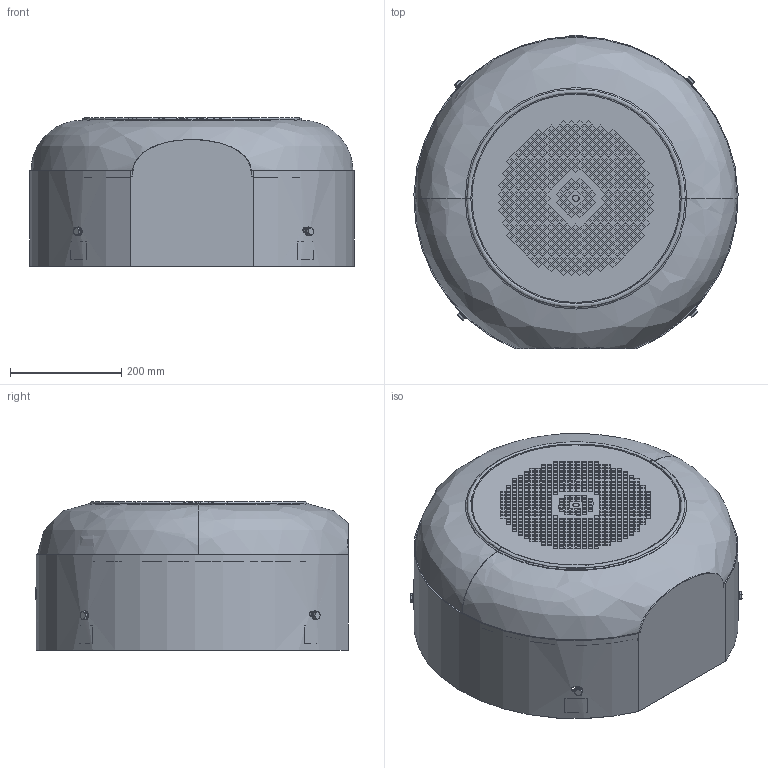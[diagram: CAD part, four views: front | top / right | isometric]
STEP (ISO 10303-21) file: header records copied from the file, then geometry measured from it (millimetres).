
FILE_DESCRIPTION (( 'STEP AP214' ), '1' );
FILE_NAME ('MTAP2-SHROUD-440.STEP', '2018-11-05T15:55:29', ( '' ), ( '' ), 'SwSTEP 2.0', 'SolidWorks 2017', '' );
FILE_SCHEMA (( 'AUTOMOTIVE_DESIGN' ));
Length unit declared in the file: inch
Products named in the file (1): MTAP2-SHROUD-440
Bounding box: 583.76 x 563.46 x 267 mm (x, y, z)
Volume: 1305572.7 mm3; surface area: 1396915.6 mm2
Topology: 14 solids, 14 shells, 2756 faces, 6578 edges, 4370 vertices
Faces by surface type: plane 2624, cylinder 67, cone 49, bspline 16
Entity records: 80010 total; most frequent: CARTESIAN_POINT 15573, ORIENTED_EDGE 13156, DIRECTION 12187, EDGE_CURVE 6578, LINE 6275, VECTOR 6275, VERTEX_POINT 4370, EDGE_LOOP 3302
